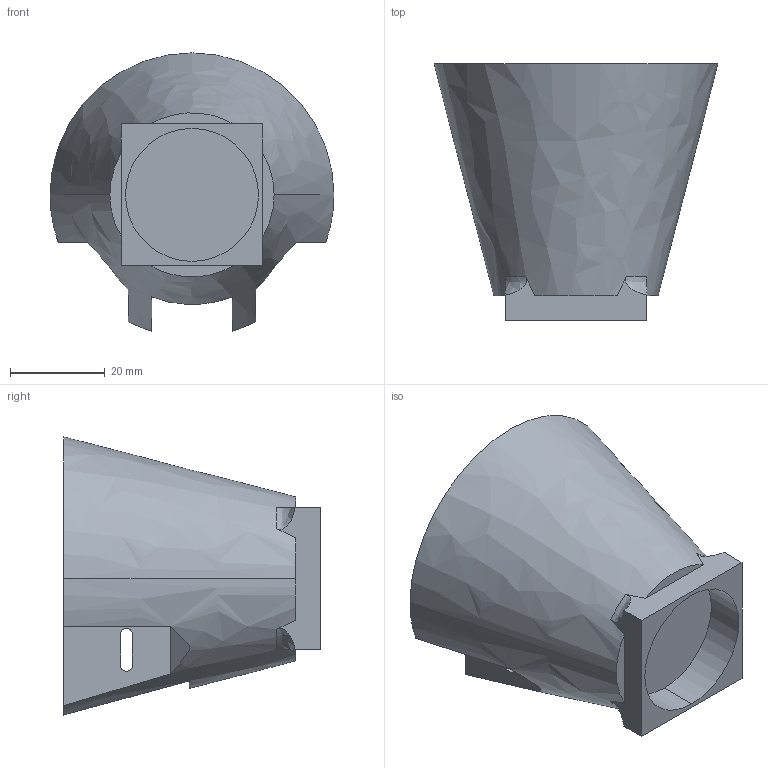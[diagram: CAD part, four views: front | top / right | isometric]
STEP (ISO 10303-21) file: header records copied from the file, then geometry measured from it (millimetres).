
FILE_DESCRIPTION (( 'STEP AP203' ), '1' );
FILE_NAME ('13_camera_mount_right_biglens.step', '2020-03-31T11:58:49', ( '' ), ( '' ), 'SwSTEP 2.0', 'SolidWorks 2019', '' );
FILE_SCHEMA (( 'CONFIG_CONTROL_DESIGN' ));
Length unit declared in the file: millimetre
Products named in the file (1): 13_camera_mount_right_biglens
Bounding box: 60 x 54.2 x 58.78 mm (x, y, z)
Volume: 64542.8 mm3; surface area: 14886.6 mm2
Topology: 1 solids, 1 shells, 44 faces, 120 edges, 79 vertices
Faces by surface type: plane 30, cylinder 8, bspline 6
Entity records: 1870 total; most frequent: CARTESIAN_POINT 754, ORIENTED_EDGE 240, DIRECTION 177, EDGE_CURVE 120, VERTEX_POINT 79, AXIS2_PLACEMENT_3D 60, LINE 57, VECTOR 57
